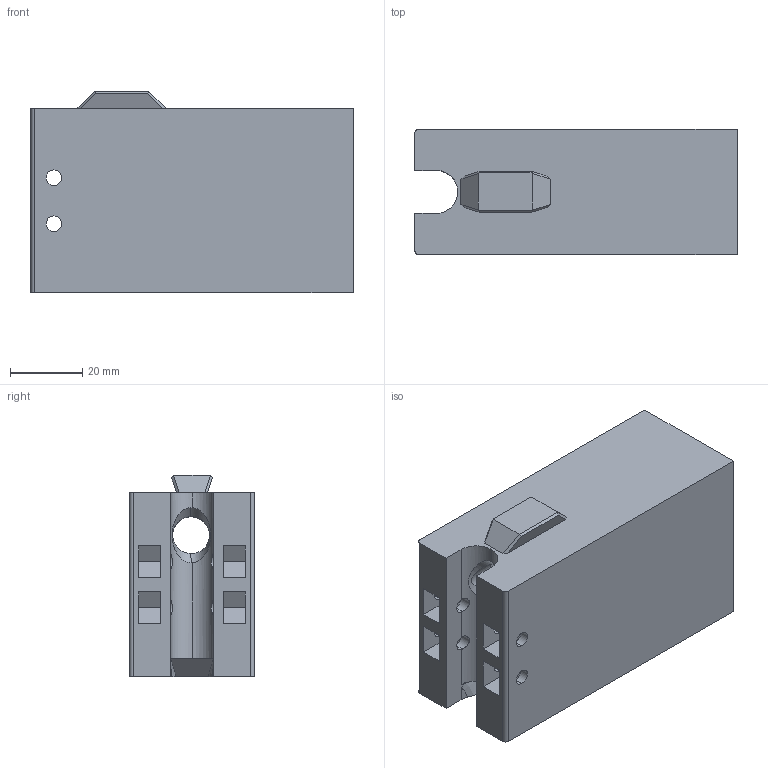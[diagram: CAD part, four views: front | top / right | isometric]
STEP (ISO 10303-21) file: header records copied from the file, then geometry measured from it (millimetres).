
FILE_DESCRIPTION (( 'STEP AP214' ), '1' );
FILE_NAME ('V5 Robot Battery Charging Dock2.0.STEP', '2024-12-17T07:36:45', ( '' ), ( '' ), 'SwSTEP 2.0', 'SolidWorks 2024', '' );
FILE_SCHEMA (( 'AUTOMOTIVE_DESIGN' ));
Length unit declared in the file: inch
Products named in the file (1): V5 Robot Battery Charging Dock2.0
Bounding box: 88.9 x 34.54 x 55.63 mm (x, y, z)
Volume: 72190.4 mm3; surface area: 28936.5 mm2
Topology: 1 solids, 1 shells, 110 faces, 316 edges, 210 vertices
Faces by surface type: plane 76, cylinder 26, bspline 6, cone 2
Entity records: 6459 total; most frequent: CARTESIAN_POINT 3601, ORIENTED_EDGE 632, DIRECTION 518, EDGE_CURVE 316, VECTOR 224, LINE 224, VERTEX_POINT 210, AXIS2_PLACEMENT_3D 147
